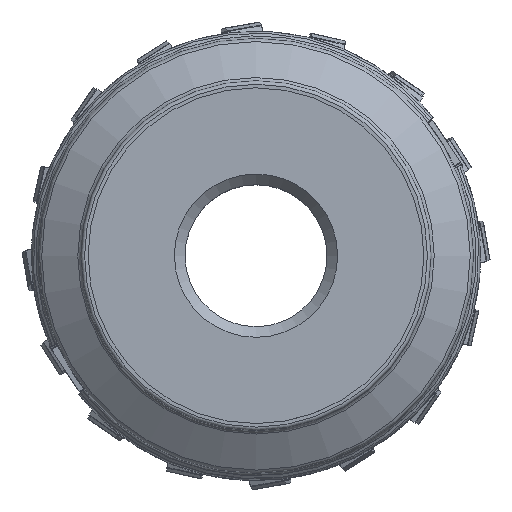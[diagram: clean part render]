
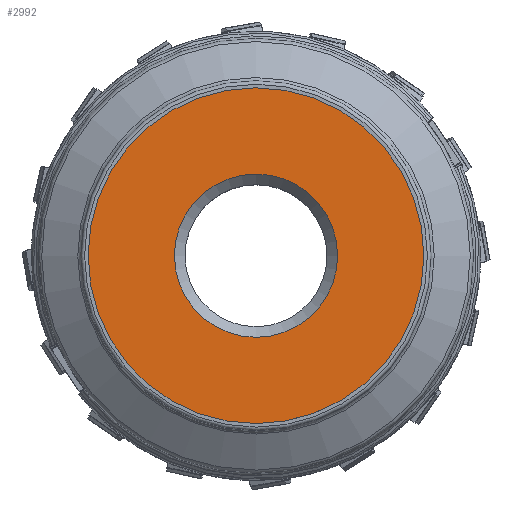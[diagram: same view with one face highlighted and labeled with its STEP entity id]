
A CAD part, top view. The second image highlights one B-rep face of the part: STEP entity #2992.
In plain terms, the highlighted planar face has unit normal (0, 0, 1).
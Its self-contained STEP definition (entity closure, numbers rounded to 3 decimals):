
#1737=FACE_BOUND('',#6122,.T.);
#1738=FACE_BOUND('',#6123,.T.);
#2992=ADVANCED_FACE('CU_BACK_F001',(#1737,#1738),#4262,.F.);
#4262=PLANE('',#24333);
#6122=EDGE_LOOP('',(#8962));
#6123=EDGE_LOOP('',(#8963));
#7713=CIRCLE('',#24330,47.315);
#7714=CIRCLE('',#24332,23.006);
#8962=ORIENTED_EDGE('',*,*,#17937,.F.);
#8963=ORIENTED_EDGE('',*,*,#17936,.T.);
#15580=VERTEX_POINT('',#36315);
#15581=VERTEX_POINT('',#36318);
#17936=EDGE_CURVE('',#15580,#15580,#7713,.T.);
#17937=EDGE_CURVE('',#15581,#15581,#7714,.T.);
#24330=AXIS2_PLACEMENT_3D('',#36314,#27548,#27549);
#24332=AXIS2_PLACEMENT_3D('',#36317,#27552,#27553);
#24333=AXIS2_PLACEMENT_3D('',#36319,#27554,#27555);
#27548=DIRECTION('',(0.,0.,1.));
#27549=DIRECTION('',(-0.175,0.985,0.));
#27552=DIRECTION('',(0.,0.,1.));
#27553=DIRECTION('',(-0.175,0.985,0.));
#27554=DIRECTION('',(0.,0.,-1.));
#27555=DIRECTION('',(0.175,-0.985,0.));
#36314=CARTESIAN_POINT('',(0.,0.,
0.));
#36315=CARTESIAN_POINT('',(-8.265,46.588,0.));
#36317=CARTESIAN_POINT('',(0.,0.,
0.));
#36318=CARTESIAN_POINT('',(-4.019,22.653,0.));
#36319=CARTESIAN_POINT('',(-47.315,0.,0.));
